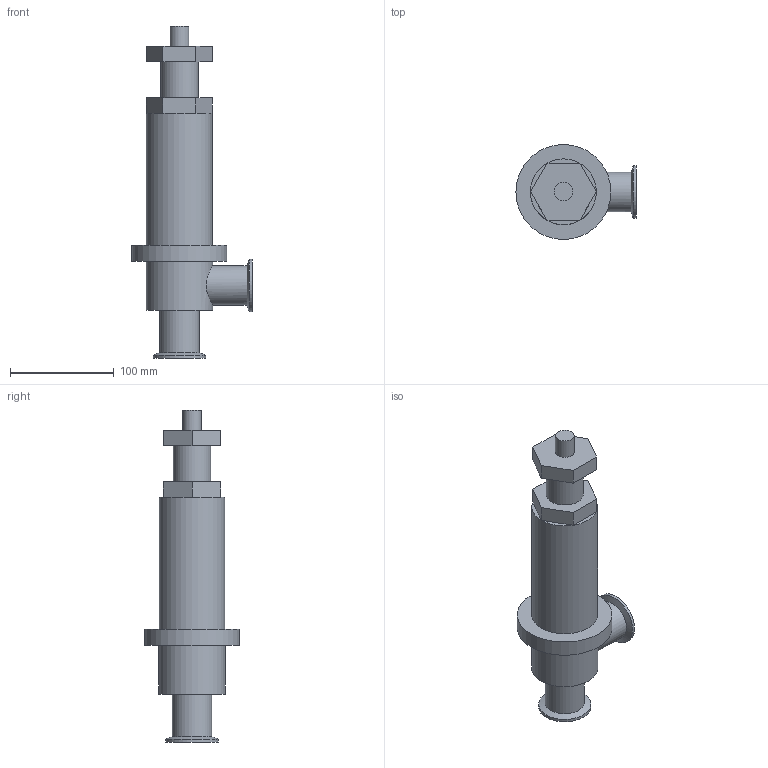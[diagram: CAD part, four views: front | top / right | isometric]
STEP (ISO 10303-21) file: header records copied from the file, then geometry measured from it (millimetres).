
FILE_DESCRIPTION(/* description */ (''),/* implementation_level */ '2;1');
FILE_NAME(/* name */ 'WR_C_15.stp',/* time_stamp */ '2021-08-19T18:11:47+09:00',/* author */ ('m'),/* organization */ (''),/* preprocessor_version */ 'ST-DEVELOPER v18.1',/* originating_system */ 'Autodesk Inventor 2021',/* authorisation */ '');
FILE_SCHEMA (('AUTOMOTIVE_DESIGN { 1 0 10303 214 3 1 1 }'));
Length unit declared in the file: millimetre
Products named in the file (1): WR_C_15
Bounding box: 115.75 x 91.5 x 320 mm (x, y, z)
Volume: 793579.6 mm3; surface area: 89799.8 mm2
Topology: 1 solids, 1 shells, 48 faces, 99 edges, 61 vertices
Faces by surface type: plane 34, cylinder 12, cone 2
Full cylindrical faces by diameter (mm): 18 x1, 35.7 x2, 36 x1, 38.1 x2, 50.5 x2, 63.5 x1, 64 x1, 91.5 x1
Entity records: 1411 total; most frequent: CARTESIAN_POINT 334, DIRECTION 224, ORIENTED_EDGE 198, EDGE_CURVE 99, AXIS2_PLACEMENT_3D 81, LINE 62, VECTOR 62, VERTEX_POINT 61
